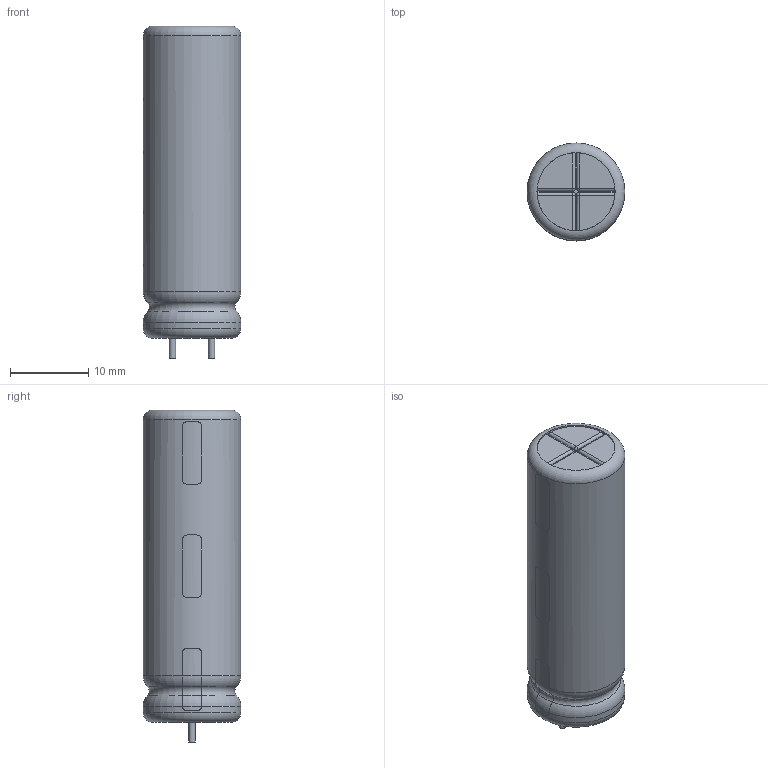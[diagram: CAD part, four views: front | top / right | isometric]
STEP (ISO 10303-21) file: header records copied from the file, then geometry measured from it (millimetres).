
FILE_DESCRIPTION(/* description */ (''),/* implementation_level */ '2;1');
FILE_NAME(/* name */ 'Cap TH D12.50mm H40.00mm L5.00mm.step',/* time_stamp */ '2020-05-30T03:00:49+02:00',/* author */ (''),/* organization */ (''),/* preprocessor_version */ 'ST-DEVELOPER v18.1',/* originating_system */ 'Autodesk Translation Framework v9.3.0.1241',/* authorisation */ '');
FILE_SCHEMA (('AUTOMOTIVE_DESIGN { 1 0 10303 214 3 1 1 }'));
Length unit declared in the file: millimetre
Products named in the file (1): Sample
Bounding box: 12.51 x 12.5 x 42.5 mm (x, y, z)
Volume: 4806.1 mm3; surface area: 1816 mm2
Topology: 1 solids, 1 shells, 76 faces, 200 edges, 128 vertices
Faces by surface type: cylinder 34, plane 28, torus 10, sphere 4
Full cylindrical faces by diameter (mm): 0.8 x2, 10 x2, 12.5 x2
Entity records: 2717 total; most frequent: CARTESIAN_POINT 781, ORIENTED_EDGE 400, DIRECTION 374, EDGE_CURVE 200, AXIS2_PLACEMENT_3D 145, VERTEX_POINT 128, LINE 84, VECTOR 84
